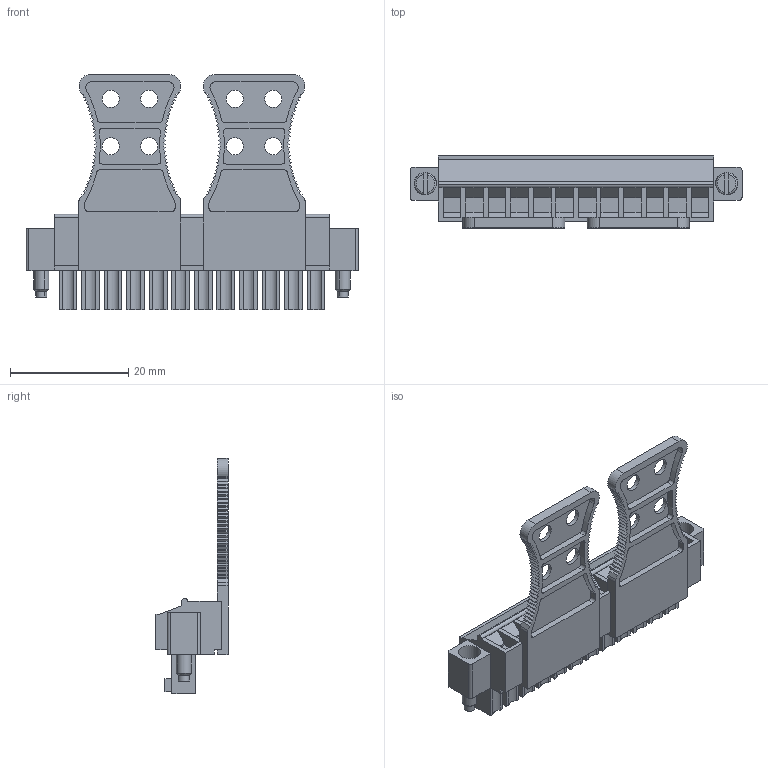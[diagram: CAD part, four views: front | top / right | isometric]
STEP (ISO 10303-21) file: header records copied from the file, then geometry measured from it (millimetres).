
FILE_DESCRIPTION(('CATIA V5 STEP Exchange','CAx-IF Rec.Pracs.--- Model Styling and Organization---1.2---2011-12-15'),'2;1');
FILE_NAME ('D1450073_0_1236630000_1236630000.stp','2018-09-19T13:36:40+00:00',('none'),('Weidmueller'),'CATIA Version 5-6 Release 2014','CATIA V5 STEP AP214','none');
FILE_SCHEMA(('AUTOMOTIVE_DESIGN { 1 0 10303 214 1 1 1 1 }'));
Length unit declared in the file: millimetre
Products named in the file (1): 1236630000
Bounding box: 56.11 x 12.2 x 39.75 mm (x, y, z)
Volume: 5830.2 mm3; surface area: 7102.6 mm2
Topology: 5 solids, 5 shells, 769 faces, 2083 edges, 1382 vertices
Faces by surface type: plane 579, cylinder 150, cone 32, torus 8
Entity records: 22385 total; most frequent: ORIENTED_EDGE 4166, CARTESIAN_POINT 3999, DIRECTION 3077, EDGE_CURVE 2083, VECTOR 1703, LINE 1703, VERTEX_POINT 1382, AXIS2_PLACEMENT_3D 874
